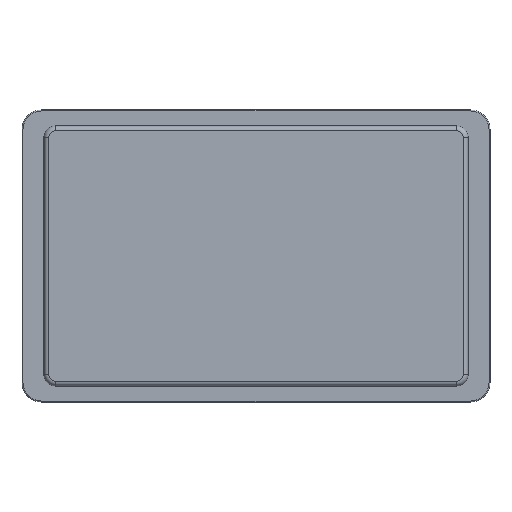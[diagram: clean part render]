
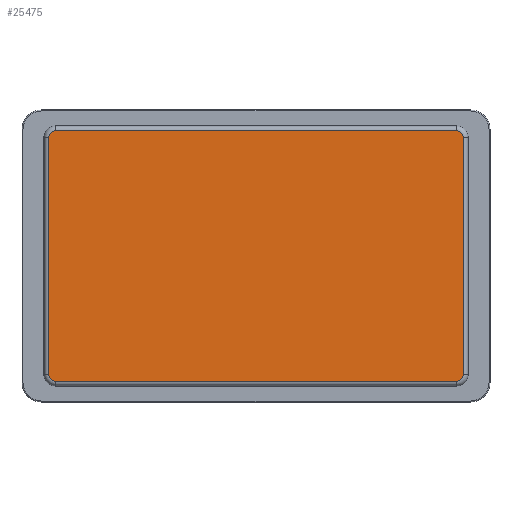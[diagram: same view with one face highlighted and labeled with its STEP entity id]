
A CAD part, front view. The second image highlights one B-rep face of the part: STEP entity #25475.
In plain terms, the highlighted planar face has unit normal (0, -1, 0).
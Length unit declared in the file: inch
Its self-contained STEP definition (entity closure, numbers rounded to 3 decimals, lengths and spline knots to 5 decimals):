
#1=CARTESIAN_POINT('',(-10.2645,0.,-6.0645));
#2=DIRECTION('',(0.,-1.,0.));
#3=DIRECTION('',(-1.,0.,0.));
#4=AXIS2_PLACEMENT_3D('',#1,#2,#3);
#6=DIRECTION('',(0.,0.,-1.));
#7=VECTOR('',#6,12.129);
#8=CARTESIAN_POINT('',(-10.6045,0.,6.0645));
#9=LINE('',#8,#7);
#10=CARTESIAN_POINT('',(-10.2645,0.,6.0645));
#11=DIRECTION('',(0.,-1.,0.));
#12=DIRECTION('',(0.,0.,1.));
#13=AXIS2_PLACEMENT_3D('',#10,#11,#12);
#15=DIRECTION('',(-1.,0.,0.));
#16=VECTOR('',#15,20.529);
#17=CARTESIAN_POINT('',(10.2645,0.,6.4045));
#18=LINE('',#17,#16);
#19=CARTESIAN_POINT('',(10.2645,0.,6.0645));
#20=DIRECTION('',(0.,-1.,0.));
#21=DIRECTION('',(1.,0.,0.));
#22=AXIS2_PLACEMENT_3D('',#19,#20,#21);
#24=DIRECTION('',(0.,0.,1.));
#25=VECTOR('',#24,12.129);
#26=CARTESIAN_POINT('',(10.6045,0.,-6.0645));
#27=LINE('',#26,#25);
#28=CARTESIAN_POINT('',(10.2645,0.,-6.0645));
#29=DIRECTION('',(0.,-1.,0.));
#30=DIRECTION('',(0.,0.,-1.));
#31=AXIS2_PLACEMENT_3D('',#28,#29,#30);
#33=DIRECTION('',(1.,0.,0.));
#34=VECTOR('',#33,20.529);
#35=CARTESIAN_POINT('',(-10.2645,0.,-6.4045));
#36=LINE('',#35,#34);
#25372=CARTESIAN_POINT('',(-10.6045,0.,-6.0645));
#25373=CARTESIAN_POINT('',(-10.2645,0.,-6.4045));
#25374=VERTEX_POINT('',#25372);
#25375=VERTEX_POINT('',#25373);
#25380=CARTESIAN_POINT('',(10.2645,0.,-6.4045));
#25381=VERTEX_POINT('',#25380);
#25384=CARTESIAN_POINT('',(10.6045,0.,-6.0645));
#25385=VERTEX_POINT('',#25384);
#25388=CARTESIAN_POINT('',(10.6045,0.,6.0645));
#25389=VERTEX_POINT('',#25388);
#25392=CARTESIAN_POINT('',(10.2645,0.,6.4045));
#25393=VERTEX_POINT('',#25392);
#25396=CARTESIAN_POINT('',(-10.2645,0.,6.4045));
#25397=VERTEX_POINT('',#25396);
#25400=CARTESIAN_POINT('',(-10.6045,0.,6.0645));
#25401=VERTEX_POINT('',#25400);
#25452=CARTESIAN_POINT('',(0.,0.,0.));
#25453=DIRECTION('',(0.,1.,0.));
#25454=DIRECTION('',(1.,0.,0.));
#25455=AXIS2_PLACEMENT_3D('',#25452,#25453,#25454);
#25456=PLANE('',#25455);
#25458=ORIENTED_EDGE('',*,*,#25457,.F.);
#25460=ORIENTED_EDGE('',*,*,#25459,.F.);
#25462=ORIENTED_EDGE('',*,*,#25461,.F.);
#25464=ORIENTED_EDGE('',*,*,#25463,.F.);
#25466=ORIENTED_EDGE('',*,*,#25465,.F.);
#25468=ORIENTED_EDGE('',*,*,#25467,.F.);
#25470=ORIENTED_EDGE('',*,*,#25469,.F.);
#25472=ORIENTED_EDGE('',*,*,#25471,.F.);
#25473=EDGE_LOOP('',(#25458,#25460,#25462,#25464,#25466,#25468,#25470,#25472));
#25474=FACE_OUTER_BOUND('',#25473,.F.);
#25475=ADVANCED_FACE('',(#25474),#25456,.F.);
#5=CIRCLE('',#4,0.34);
#14=CIRCLE('',#13,0.34);
#23=CIRCLE('',#22,0.34);
#32=CIRCLE('',#31,0.34);
#25457=EDGE_CURVE('',#25374,#25375,#5,.T.);
#25459=EDGE_CURVE('',#25401,#25374,#9,.T.);
#25461=EDGE_CURVE('',#25397,#25401,#14,.T.);
#25463=EDGE_CURVE('',#25393,#25397,#18,.T.);
#25465=EDGE_CURVE('',#25389,#25393,#23,.T.);
#25467=EDGE_CURVE('',#25385,#25389,#27,.T.);
#25469=EDGE_CURVE('',#25381,#25385,#32,.T.);
#25471=EDGE_CURVE('',#25375,#25381,#36,.T.);
